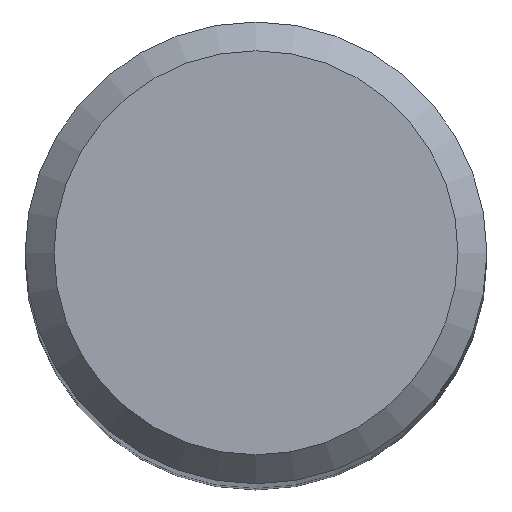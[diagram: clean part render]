
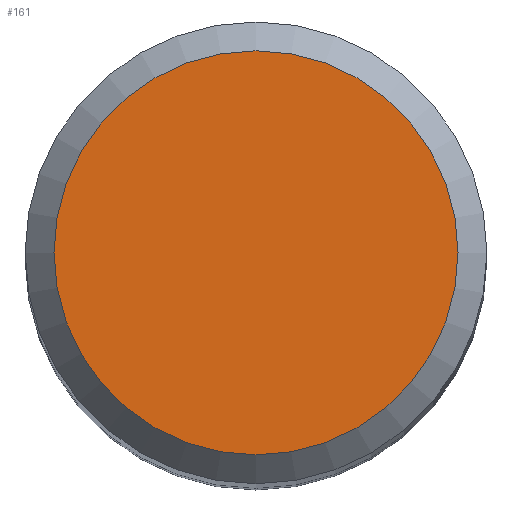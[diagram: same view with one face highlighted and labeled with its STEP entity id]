
A CAD part, top view. The second image highlights one B-rep face of the part: STEP entity #161.
In plain terms, the highlighted planar face has unit normal (0, 0, 1).
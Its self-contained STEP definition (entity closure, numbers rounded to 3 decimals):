
#6 = DIRECTION ( 'NONE',  ( 0., 0., -1. ) ) ;
#27 = FACE_OUTER_BOUND ( 'NONE', #164, .T. ) ;
#29 = CIRCLE ( 'NONE', #71, 3.5 ) ;
#31 = VERTEX_POINT ( 'NONE', #124 ) ;
#42 = DIRECTION ( 'NONE',  ( 0., 1., 0. ) ) ;
#71 = AXIS2_PLACEMENT_3D ( 'NONE', #168, #153, #155 ) ;
#79 = ORIENTED_EDGE ( 'NONE', *, *, #81, .F. ) ;
#81 = EDGE_CURVE ( 'NONE', #31, #31, #29, .T. ) ;
#84 = CARTESIAN_POINT ( 'NONE',  ( 0., 0., 63. ) ) ;
#124 = CARTESIAN_POINT ( 'NONE',  ( 0., 3.5, 63. ) ) ;
#153 = DIRECTION ( 'NONE',  ( 0., 0., -1. ) ) ;
#155 = DIRECTION ( 'NONE',  ( 0., 1., 0. ) ) ;
#161 = ADVANCED_FACE ( 'NONE', ( #27 ), #213, .F. ) ;
#164 = EDGE_LOOP ( 'NONE', ( #79 ) ) ;
#168 = CARTESIAN_POINT ( 'NONE',  ( 0., 0., 63. ) ) ;
#198 = AXIS2_PLACEMENT_3D ( 'NONE', #84, #6, #42 ) ;
#213 = PLANE ( 'NONE',  #198 ) ;
